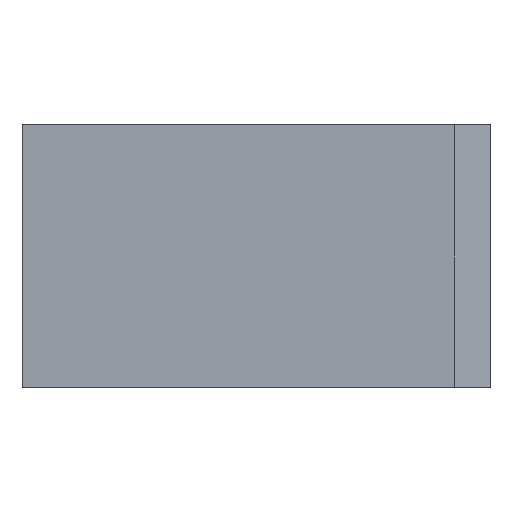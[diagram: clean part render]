
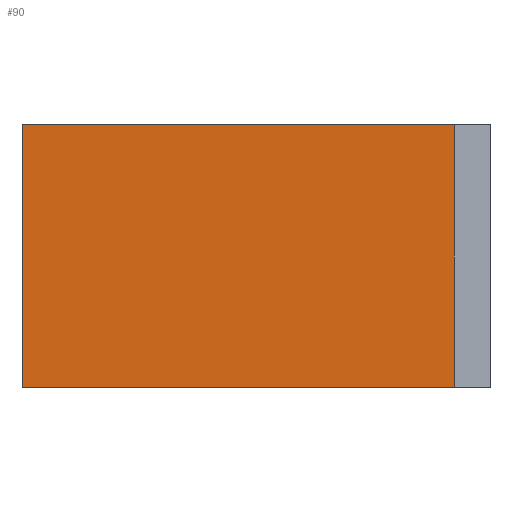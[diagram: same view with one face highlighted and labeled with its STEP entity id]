
A CAD part, front view. The second image highlights one B-rep face of the part: STEP entity #90.
In plain terms, the highlighted face is a extrusion surface.
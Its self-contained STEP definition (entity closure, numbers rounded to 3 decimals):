
#32=CARTESIAN_POINT('Control Point',(519.741,-1.621,0.)) ;
#33=CARTESIAN_POINT('Control Point',(498.612,-0.904,0.)) ;
#34=CARTESIAN_POINT('Control Point',(477.484,-0.186,0.)) ;
#35=CARTESIAN_POINT('Control Point',(456.355,0.531,0.)) ;
#36=CARTESIAN_POINT('Control Point',(429.345,1.446,0.)) ;
#37=CARTESIAN_POINT('Control Point',(402.334,2.351,0.)) ;
#38=CARTESIAN_POINT('Control Point',(396.458,2.548,0.)) ;
#39=CARTESIAN_POINT('Control Point',(390.59,2.744,0.)) ;
#40=CARTESIAN_POINT('Control Point',(384.732,2.938,0.)) ;
#45=CARTESIAN_POINT('Control Point',(519.741,-1.621,82.)) ;
#46=CARTESIAN_POINT('Control Point',(498.612,-0.904,82.)) ;
#47=CARTESIAN_POINT('Control Point',(477.484,-0.186,82.)) ;
#48=CARTESIAN_POINT('Control Point',(456.355,0.531,82.)) ;
#49=CARTESIAN_POINT('Control Point',(429.345,1.446,82.)) ;
#50=CARTESIAN_POINT('Control Point',(402.334,2.351,82.)) ;
#51=CARTESIAN_POINT('Control Point',(396.458,2.548,82.)) ;
#52=CARTESIAN_POINT('Control Point',(390.59,2.744,82.)) ;
#53=CARTESIAN_POINT('Control Point',(384.732,2.938,82.)) ;
#54=CARTESIAN_POINT('Vertex',(519.741,-1.621,82.)) ;
#56=CARTESIAN_POINT('Vertex',(384.732,2.938,82.)) ;
#59=CARTESIAN_POINT('Line Origine',(384.732,2.938,41.)) ;
#63=CARTESIAN_POINT('Vertex',(384.732,2.938,0.)) ;
#67=CARTESIAN_POINT('Control Point',(519.741,-1.621,0.)) ;
#68=CARTESIAN_POINT('Control Point',(498.612,-0.904,0.)) ;
#69=CARTESIAN_POINT('Control Point',(477.484,-0.186,0.)) ;
#70=CARTESIAN_POINT('Control Point',(456.355,0.531,0.)) ;
#71=CARTESIAN_POINT('Control Point',(429.345,1.446,0.)) ;
#72=CARTESIAN_POINT('Control Point',(402.334,2.351,0.)) ;
#73=CARTESIAN_POINT('Control Point',(396.458,2.548,0.)) ;
#74=CARTESIAN_POINT('Control Point',(390.59,2.744,0.)) ;
#75=CARTESIAN_POINT('Control Point',(384.732,2.938,0.)) ;
#76=CARTESIAN_POINT('Vertex',(519.741,-1.621,0.)) ;
#79=CARTESIAN_POINT('Line Origine',(519.741,-1.621,41.)) ;
#42=VECTOR('Extrusion Surface Vector',#41,1.) ;
#61=VECTOR('Line Direction',#60,1.) ;
#81=VECTOR('Line Direction',#80,1.) ;
#41=DIRECTION('Vector Direction',(0.,0.,1.)) ;
#60=DIRECTION('Vector Direction',(0.,0.,1.)) ;
#80=DIRECTION('Vector Direction',(0.,0.,1.)) ;
#62=LINE('Line',#59,#61) ;
#82=LINE('Line',#79,#81) ;
#58=EDGE_CURVE('',#55,#57,#44,.T.) ;
#65=EDGE_CURVE('',#64,#57,#62,.T.) ;
#78=EDGE_CURVE('',#77,#64,#66,.T.) ;
#83=EDGE_CURVE('',#77,#55,#82,.T.) ;
#85=ORIENTED_EDGE('',*,*,#58,.T.) ;
#86=ORIENTED_EDGE('',*,*,#65,.F.) ;
#87=ORIENTED_EDGE('',*,*,#78,.F.) ;
#88=ORIENTED_EDGE('',*,*,#83,.T.) ;
#84=EDGE_LOOP('',(#85,#86,#87,#88)) ;
#55=VERTEX_POINT('',#54) ;
#57=VERTEX_POINT('',#56) ;
#64=VERTEX_POINT('',#63) ;
#77=VERTEX_POINT('',#76) ;
#90=ADVANCED_FACE('PartBody',(#89),#43,.F.) ;
#31=B_SPLINE_CURVE_WITH_KNOTS('',5,(#32,#33,#34,#35,#36,#37,#38,#39,#40),.UNSPECIFIED.,.F.,.U.,(6,3,6),(0.,105.669,135.086),.UNSPECIFIED.) ;
#44=B_SPLINE_CURVE_WITH_KNOTS('',5,(#45,#46,#47,#48,#49,#50,#51,#52,#53),.UNSPECIFIED.,.F.,.U.,(6,3,6),(500000.,500105.704,500135.13),.UNSPECIFIED.) ;
#66=B_SPLINE_CURVE_WITH_KNOTS('',5,(#67,#68,#69,#70,#71,#72,#73,#74,#75),.UNSPECIFIED.,.F.,.U.,(6,3,6),(500000.,500105.704,500135.13),.UNSPECIFIED.) ;
#89=FACE_OUTER_BOUND('',#84,.T.) ;
#43=SURFACE_OF_LINEAR_EXTRUSION('generated tabulated cylinder',#31,#42) ;
